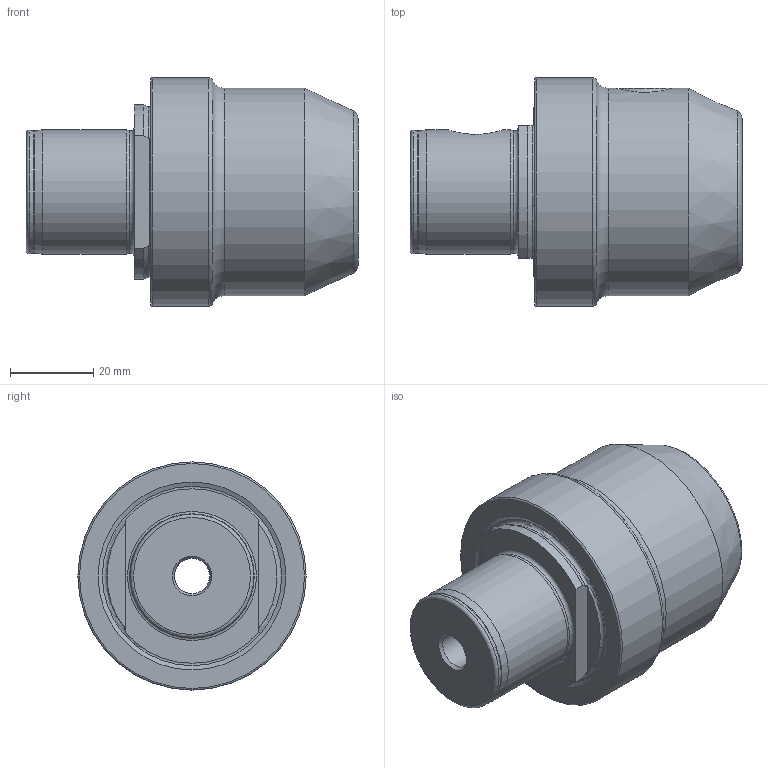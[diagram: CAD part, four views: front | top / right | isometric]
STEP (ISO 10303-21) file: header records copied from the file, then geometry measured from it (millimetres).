
FILE_DESCRIPTION (( 'STEP AP214' ), '1' );
FILE_NAME ('MB5.W18.K01.050.STEP', '2021-02-16T11:20:42', ( '' ), ( '' ), 'SwSTEP 2.0', 'SolidWorks 2017', '' );
FILE_SCHEMA (( 'AUTOMOTIVE_DESIGN' ));
Length unit declared in the file: millimetre
Products named in the file (3): MB5.W18.K01.050; MB5-W18.K01.050_C; W16-ER1.001.016
Assembly tree (2 placements, depth 2):
  MB5.W18.K01.050
    MB5-W18.K01.050_C
    W16-ER1.001.016
Bounding box: 80 x 55 x 55 mm (x, y, z)
Volume: 107257.1 mm3; surface area: 19803.9 mm2
Topology: 2 solids, 2 shells, 55 faces, 118 edges, 71 vertices
Faces by surface type: plane 18, cone 14, cylinder 11, torus 11, bspline 1
Full cylindrical faces by diameter (mm): 8 x1, 8.5 x1, 12 x1, 14 x1, 18 x1, 18.6 x1, 30 x1, 50 x1, 55 x1
Entity records: 1984 total; most frequent: CARTESIAN_POINT 789, DIRECTION 230, ORIENTED_EDGE 164, AXIS2_PLACEMENT_3D 102, EDGE_LOOP 98, EDGE_CURVE 82, FACE_OUTER_BOUND 76, VERTEX_POINT 68
